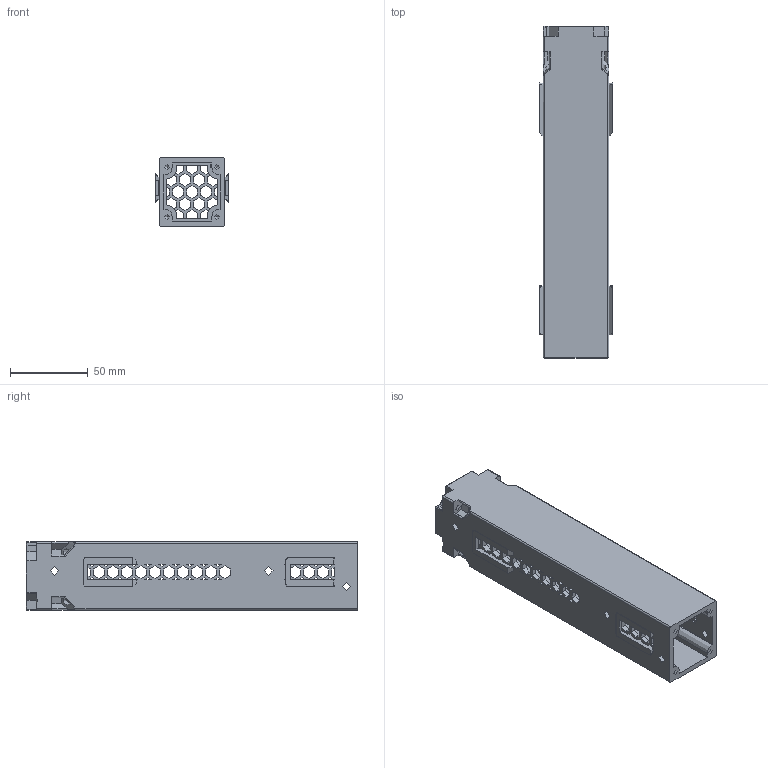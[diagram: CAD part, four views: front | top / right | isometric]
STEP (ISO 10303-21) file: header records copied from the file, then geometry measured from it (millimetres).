
FILE_DESCRIPTION(/* description */ ('','CAx-IF Rec.Pracs.---Representation and Presentation of Product Manufacturing Information (PMI)---4.0---2014-10-13'),/* implementation_level */ '2;1');
FILE_NAME(/* name */ 'Center.step',/* time_stamp */ '2025-01-20T13:25:16-06:00',/* author */ (''),/* organization */ (''),/* preprocessor_version */ 'ST-DEVELOPER v20',/* originating_system */ 'Autodesk Translation Framework v13.20.0.188',/* authorisation */ '');
FILE_SCHEMA (('AP242_MANAGED_MODEL_BASED_3D_ENGINEERING_MIM_LF { 1 0 10303 442 1 1 4 }'));
Length unit declared in the file: millimetre
Products named in the file (1): Center
Bounding box: 47.5 x 213.3 x 43.8 mm (x, y, z)
Volume: 135604.3 mm3; surface area: 77245 mm2
Topology: 1 solids, 2 shells, 768 faces, 2314 edges, 1499 vertices
Faces by surface type: plane 553, cylinder 154, bspline 49, sphere 8, cone 4
Full cylindrical faces by diameter (mm): 3.332 x4, 4.2 x12, 4.25 x2, 5.27 x10
Entity records: 29435 total; most frequent: CARTESIAN_POINT 8246, ORIENTED_EDGE 4612, DIRECTION 4020, EDGE_CURVE 2306, LINE 1912, VECTOR 1912, VERTEX_POINT 1499, AXIS2_PLACEMENT_3D 1054
